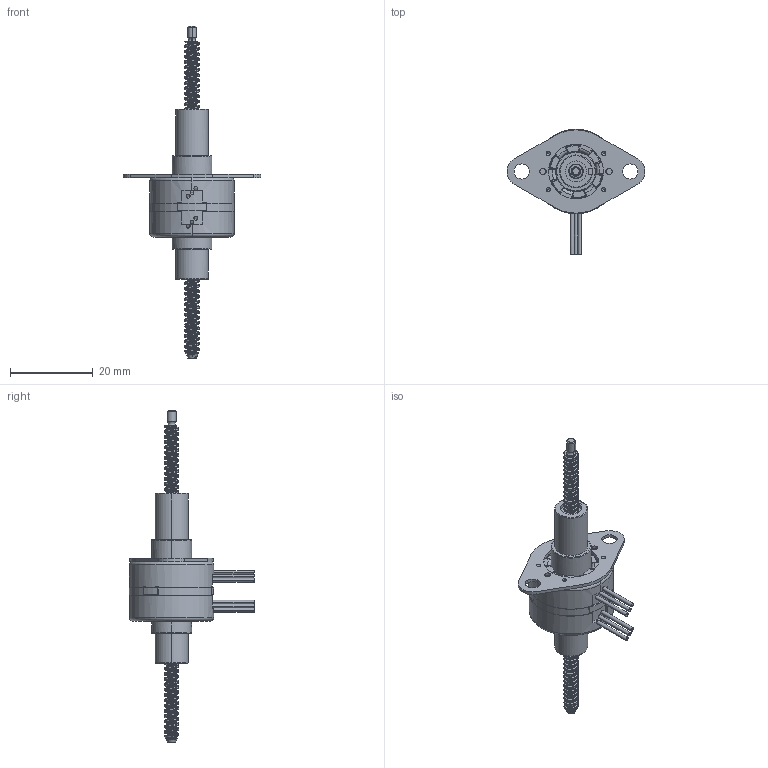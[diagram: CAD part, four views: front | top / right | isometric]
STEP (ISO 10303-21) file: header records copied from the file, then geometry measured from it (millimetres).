
FILE_DESCRIPTION((''),'2;1');
FILE_NAME('PRT0002','2014-12-11T',('sandip.dhanwate'),(''),'PRO/ENGINEER BY PARAMETRIC TECHNOLOGY CORPORATION, 2010160','PRO/ENGINEER BY PARAMETRIC TECHNOLOGY CORPORATION, 2010160','');
FILE_SCHEMA(('CONFIG_CONTROL_DESIGN'));
Length unit declared in the file: inch
Products named in the file (1): PRT0002
Bounding box: 33.25 x 30.28 x 80.01 mm (x, y, z)
Volume: 2 mm3; surface area: 3668.6 mm2
Topology: 5 solids, 7 shells, 626 faces, 1657 edges, 1038 vertices
Faces by surface type: cylinder 255, plane 222, bspline 63, torus 60, sphere 16, extrusion 6, cone 4
Entity records: 29234 total; most frequent: CARTESIAN_POINT 14199, ORIENTED_EDGE 3242, DIRECTION 2970, EDGE_CURVE 1649, AXIS2_PLACEMENT_3D 1140, VERTEX_POINT 1038, VECTOR 690, LINE 684
